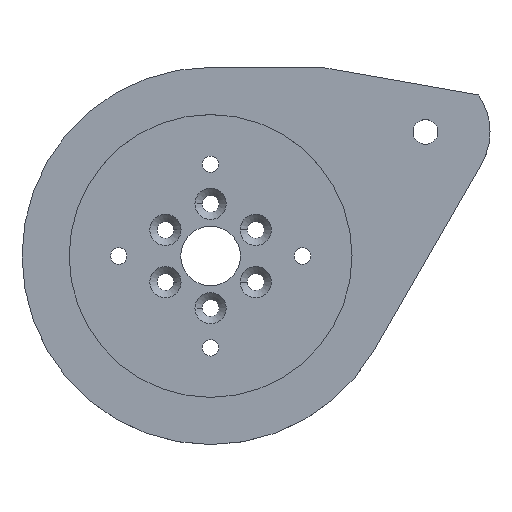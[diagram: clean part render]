
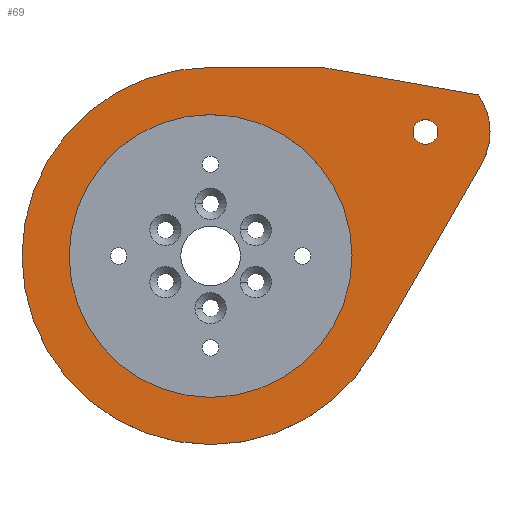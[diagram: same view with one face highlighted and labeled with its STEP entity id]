
A CAD part, top view. The second image highlights one B-rep face of the part: STEP entity #69.
In plain terms, the highlighted planar face has unit normal (0, 0, 1).
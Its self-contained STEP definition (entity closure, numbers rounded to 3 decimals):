
#11 = CARTESIAN_POINT ( 'NONE',  ( 0., 38., 7.938 ) ) ;
#12 = CIRCLE ( 'NONE', #1101, 13. ) ;
#43 = DIRECTION ( 'NONE',  ( 0., 0., 1. ) ) ;
#69 = ADVANCED_FACE ( 'NONE', ( #736, #588, #1265 ), #1221, .T. ) ;
#79 = LINE ( 'NONE', #1490, #1413 ) ;
#114 = DIRECTION ( 'NONE',  ( -1., 0., 0. ) ) ;
#133 = AXIS2_PLACEMENT_3D ( 'NONE', #466, #592, #723 ) ;
#145 = ORIENTED_EDGE ( 'NONE', *, *, #406, .F. ) ;
#160 = DIRECTION ( 'NONE',  ( -0.985, 0.174, 0. ) ) ;
#186 = EDGE_LOOP ( 'NONE', ( #427, #145 ) ) ;
#187 = DIRECTION ( 'NONE',  ( 0., 0., 1. ) ) ;
#193 = CARTESIAN_POINT ( 'NONE',  ( 43.301, 25., 7.938 ) ) ;
#205 = EDGE_LOOP ( 'NONE', ( #1095, #1361, #1382, #1268, #1148, #784, #559 ) ) ;
#209 = DIRECTION ( 'NONE',  ( 1., 0., 0. ) ) ;
#266 = CARTESIAN_POINT ( 'NONE',  ( 22.446, 38., 7.938 ) ) ;
#312 = CIRCLE ( 'NONE', #539, 2.5 ) ;
#324 = CARTESIAN_POINT ( 'NONE',  ( 45.801, 25., 7.938 ) ) ;
#326 = ORIENTED_EDGE ( 'NONE', *, *, #1511, .F. ) ;
#328 = VERTEX_POINT ( 'NONE', #324 ) ;
#373 = EDGE_CURVE ( 'NONE', #845, #1358, #637, .T. ) ;
#405 = CIRCLE ( 'NONE', #494, 13. ) ;
#406 = EDGE_CURVE ( 'NONE', #1358, #845, #991, .T. ) ;
#427 = ORIENTED_EDGE ( 'NONE', *, *, #373, .F. ) ;
#435 = CARTESIAN_POINT ( 'NONE',  ( 40.801, 25., 7.938 ) ) ;
#441 = CIRCLE ( 'NONE', #1324, 38. ) ;
#454 = DIRECTION ( 'NONE',  ( 0., 0., 1. ) ) ;
#460 = DIRECTION ( 'NONE',  ( 0., 0., 1. ) ) ;
#466 = CARTESIAN_POINT ( 'NONE',  ( 43.301, 25., 7.938 ) ) ;
#468 = AXIS2_PLACEMENT_3D ( 'NONE', #704, #187, #946 ) ;
#482 = LINE ( 'NONE', #1307, #642 ) ;
#485 = CIRCLE ( 'NONE', #133, 2.5 ) ;
#494 = AXIS2_PLACEMENT_3D ( 'NONE', #1475, #1355, #608 ) ;
#536 = EDGE_CURVE ( 'NONE', #939, #1036, #79, .T. ) ;
#539 = AXIS2_PLACEMENT_3D ( 'NONE', #193, #454, #955 ) ;
#541 = CARTESIAN_POINT ( 'NONE',  ( 43.301, 25., 7.938 ) ) ;
#559 = ORIENTED_EDGE ( 'NONE', *, *, #536, .T. ) ;
#566 = VERTEX_POINT ( 'NONE', #1209 ) ;
#588 = FACE_BOUND ( 'NONE', #186, .T. ) ;
#592 = DIRECTION ( 'NONE',  ( 0., 0., 1. ) ) ;
#608 = DIRECTION ( 'NONE',  ( 1., 0., 0. ) ) ;
#621 = LINE ( 'NONE', #1239, #1569 ) ;
#635 = DIRECTION ( 'NONE',  ( 0.5, 0.866, 0. ) ) ;
#637 = CIRCLE ( 'NONE', #468, 28.5 ) ;
#642 = VECTOR ( 'NONE', #160, 1000. ) ;
#656 = VERTEX_POINT ( 'NONE', #266 ) ;
#663 = EDGE_CURVE ( 'NONE', #328, #1508, #312, .T. ) ;
#671 = DIRECTION ( 'NONE',  ( 1., 0., 0. ) ) ;
#680 = DIRECTION ( 'NONE',  ( 1., 0., 0. ) ) ;
#701 = AXIS2_PLACEMENT_3D ( 'NONE', #1084, #460, #1458 ) ;
#704 = CARTESIAN_POINT ( 'NONE',  ( 0., 0., 7.938 ) ) ;
#723 = DIRECTION ( 'NONE',  ( 1., 0., 0. ) ) ;
#726 = CARTESIAN_POINT ( 'NONE',  ( 0., 0., 7.938 ) ) ;
#730 = VERTEX_POINT ( 'NONE', #1386 ) ;
#736 = FACE_BOUND ( 'NONE', #1055, .T. ) ;
#784 = ORIENTED_EDGE ( 'NONE', *, *, #905, .T. ) ;
#792 = CARTESIAN_POINT ( 'NONE',  ( 0., 0., 7.938 ) ) ;
#794 = DIRECTION ( 'NONE',  ( 1., 0., 0. ) ) ;
#806 = VERTEX_POINT ( 'NONE', #11 ) ;
#808 = DIRECTION ( 'NONE',  ( 0., 0., 1. ) ) ;
#814 = AXIS2_PLACEMENT_3D ( 'NONE', #726, #968, #209 ) ;
#820 = AXIS2_PLACEMENT_3D ( 'NONE', #1057, #808, #680 ) ;
#845 = VERTEX_POINT ( 'NONE', #974 ) ;
#899 = CIRCLE ( 'NONE', #820, 38. ) ;
#905 = EDGE_CURVE ( 'NONE', #730, #939, #441, .T. ) ;
#939 = VERTEX_POINT ( 'NONE', #1294 ) ;
#946 = DIRECTION ( 'NONE',  ( 1., 0., 0. ) ) ;
#955 = DIRECTION ( 'NONE',  ( 1., 0., 0. ) ) ;
#968 = DIRECTION ( 'NONE',  ( 0., 0., 1. ) ) ;
#974 = CARTESIAN_POINT ( 'NONE',  ( -28.5, 0., 7.938 ) ) ;
#991 = CIRCLE ( 'NONE', #701, 28.5 ) ;
#994 = EDGE_CURVE ( 'NONE', #656, #806, #621, .T. ) ;
#1036 = VERTEX_POINT ( 'NONE', #1123 ) ;
#1055 = EDGE_LOOP ( 'NONE', ( #1320, #326 ) ) ;
#1057 = CARTESIAN_POINT ( 'NONE',  ( 0., 0., 7.938 ) ) ;
#1078 = EDGE_CURVE ( 'NONE', #566, #1172, #12, .T. ) ;
#1084 = CARTESIAN_POINT ( 'NONE',  ( 0., 0., 7.938 ) ) ;
#1095 = ORIENTED_EDGE ( 'NONE', *, *, #1521, .T. ) ;
#1101 = AXIS2_PLACEMENT_3D ( 'NONE', #541, #43, #794 ) ;
#1108 = EDGE_CURVE ( 'NONE', #1172, #656, #482, .T. ) ;
#1123 = CARTESIAN_POINT ( 'NONE',  ( 54.56, 18.5, 7.938 ) ) ;
#1148 = ORIENTED_EDGE ( 'NONE', *, *, #1451, .T. ) ;
#1172 = VERTEX_POINT ( 'NONE', #1242 ) ;
#1209 = CARTESIAN_POINT ( 'NONE',  ( 56.301, 25., 7.938 ) ) ;
#1221 = PLANE ( 'NONE',  #814 ) ;
#1239 = CARTESIAN_POINT ( 'NONE',  ( 43.301, 38., 7.938 ) ) ;
#1242 = CARTESIAN_POINT ( 'NONE',  ( 53.96, 32.443, 7.938 ) ) ;
#1265 = FACE_OUTER_BOUND ( 'NONE', #205, .T. ) ;
#1268 = ORIENTED_EDGE ( 'NONE', *, *, #994, .T. ) ;
#1294 = CARTESIAN_POINT ( 'NONE',  ( 32.909, -19., 7.938 ) ) ;
#1307 = CARTESIAN_POINT ( 'NONE',  ( 7.175, 40.693, 7.938 ) ) ;
#1320 = ORIENTED_EDGE ( 'NONE', *, *, #663, .F. ) ;
#1324 = AXIS2_PLACEMENT_3D ( 'NONE', #792, #1411, #671 ) ;
#1355 = DIRECTION ( 'NONE',  ( 0., 0., 1. ) ) ;
#1358 = VERTEX_POINT ( 'NONE', #1611 ) ;
#1361 = ORIENTED_EDGE ( 'NONE', *, *, #1078, .T. ) ;
#1382 = ORIENTED_EDGE ( 'NONE', *, *, #1108, .T. ) ;
#1386 = CARTESIAN_POINT ( 'NONE',  ( -38., 0., 7.938 ) ) ;
#1411 = DIRECTION ( 'NONE',  ( 0., 0., 1. ) ) ;
#1413 = VECTOR ( 'NONE', #635, 1000. ) ;
#1451 = EDGE_CURVE ( 'NONE', #806, #730, #899, .T. ) ;
#1458 = DIRECTION ( 'NONE',  ( 1., 0., 0. ) ) ;
#1475 = CARTESIAN_POINT ( 'NONE',  ( 43.301, 25., 7.938 ) ) ;
#1490 = CARTESIAN_POINT ( 'NONE',  ( 32.909, -19., 7.938 ) ) ;
#1508 = VERTEX_POINT ( 'NONE', #435 ) ;
#1511 = EDGE_CURVE ( 'NONE', #1508, #328, #485, .T. ) ;
#1521 = EDGE_CURVE ( 'NONE', #1036, #566, #405, .T. ) ;
#1569 = VECTOR ( 'NONE', #114, 1000. ) ;
#1611 = CARTESIAN_POINT ( 'NONE',  ( 28.5, 0., 7.938 ) ) ;
